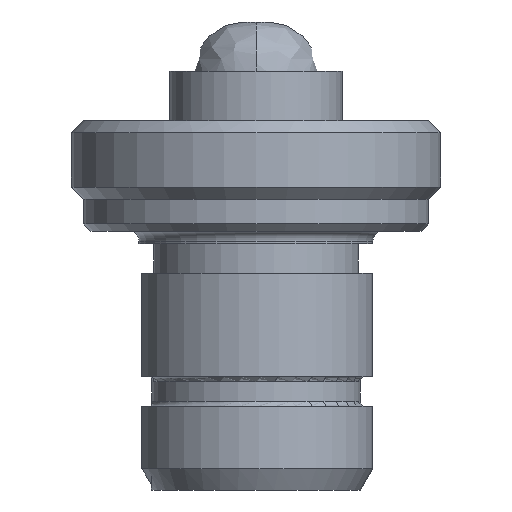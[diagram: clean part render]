
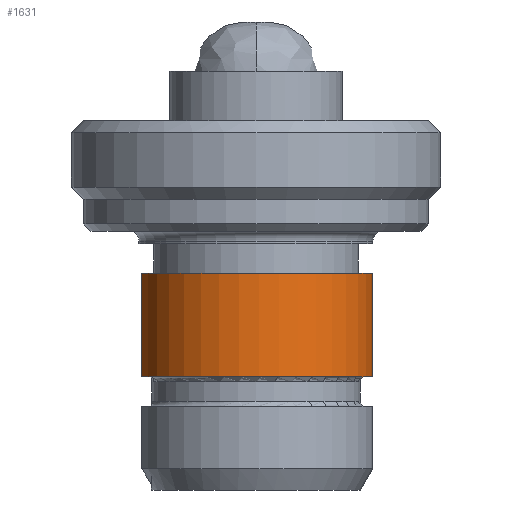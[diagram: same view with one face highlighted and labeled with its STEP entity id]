
A CAD part, left-side view. The second image highlights one B-rep face of the part: STEP entity #1631.
In plain terms, the highlighted cylindrical face has radius 4.75 mm (diameter 9.5 mm), a partial arc.
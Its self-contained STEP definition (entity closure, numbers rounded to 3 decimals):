
#173=CARTESIAN_POINT('',(0.,0.,-10.4));
#174=DIRECTION('',(0.,0.,-1.));
#175=DIRECTION('',(0.221,0.975,0.));
#176=AXIS2_PLACEMENT_3D('',#173,#174,#175);
#178=DIRECTION('',(0.,0.,-1.));
#179=VECTOR('',#178,4.2);
#180=CARTESIAN_POINT('',(-1.05,4.632,-6.2));
#181=LINE('142',#180,#179);
#182=CARTESIAN_POINT('',(0.,0.,-6.2));
#183=DIRECTION('',(0.,0.,1.));
#184=DIRECTION('',(-0.221,0.975,0.));
#185=AXIS2_PLACEMENT_3D('',#182,#183,#184);
#187=DIRECTION('',(0.,0.,-1.));
#188=VECTOR('',#187,4.2);
#189=CARTESIAN_POINT('',(1.05,4.632,-6.2));
#190=LINE('135',#189,#188);
#1343=CARTESIAN_POINT('',(1.05,4.632,-6.2));
#1344=CARTESIAN_POINT('',(1.05,4.632,-10.4));
#1345=VERTEX_POINT('',#1343);
#1346=VERTEX_POINT('',#1344);
#1351=CARTESIAN_POINT('',(-1.05,4.632,-6.2));
#1352=VERTEX_POINT('',#1351);
#1357=CARTESIAN_POINT('',(-1.05,4.632,-10.4));
#1358=VERTEX_POINT('',#1357);
#1618=CARTESIAN_POINT('',(0.,0.,0.75));
#1619=DIRECTION('',(0.,0.,-1.));
#1620=DIRECTION('',(0.,-1.,0.));
#1621=AXIS2_PLACEMENT_3D('',#1618,#1619,#1620);
#1622=CYLINDRICAL_SURFACE('42',#1621,4.75);
#1623=ORIENTED_EDGE('148',*,*,#1566,.T.);
#1625=ORIENTED_EDGE('142',*,*,#1624,.F.);
#1627=ORIENTED_EDGE('149',*,*,#1626,.T.);
#1628=ORIENTED_EDGE('135',*,*,#1608,.T.);
#1629=EDGE_LOOP('42',(#1623,#1625,#1627,#1628));
#1630=FACE_OUTER_BOUND('42',#1629,.F.);
#177=CIRCLE('148',#176,4.75);
#186=CIRCLE('149',#185,4.75);
#1566=EDGE_CURVE('148',#1346,#1358,#177,.T.);
#1608=EDGE_CURVE('135',#1345,#1346,#190,.T.);
#1624=EDGE_CURVE('142',#1352,#1358,#181,.T.);
#1626=EDGE_CURVE('149',#1352,#1345,#186,.T.);
#1631=ADVANCED_FACE('42',(#1630),#1622,.T.);
